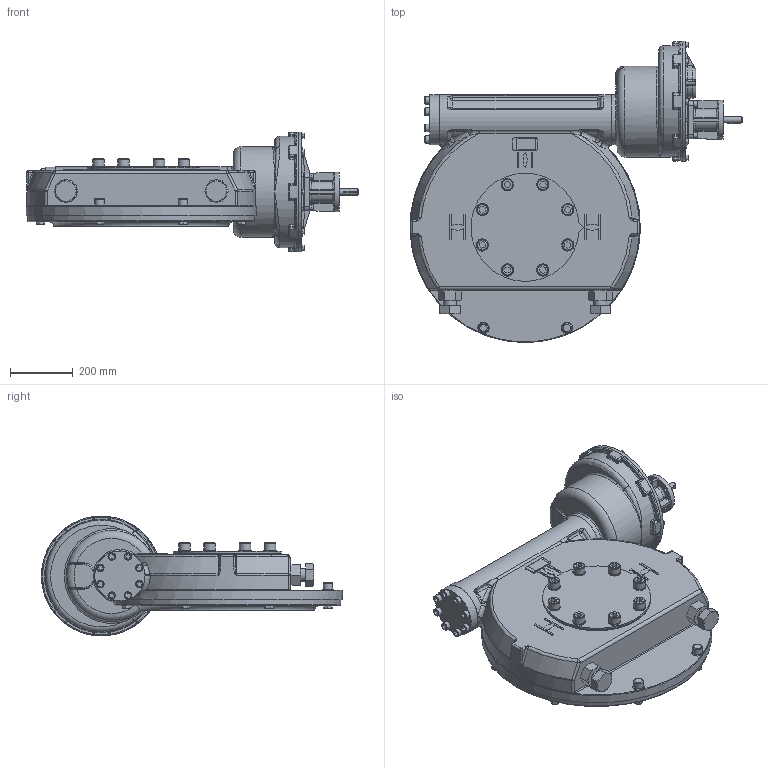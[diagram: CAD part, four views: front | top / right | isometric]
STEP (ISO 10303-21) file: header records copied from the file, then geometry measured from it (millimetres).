
FILE_DESCRIPTION(/* description */ ('Unknown'),/* implementation_level */ '2;1');
FILE_NAME(/* name */ 'PUB-IW10FBIR3-2-F10-F40',/* time_stamp */ '2016-07-07T11:15:08+01:00',/* author */ ('Unknown'),/* organization */ ('Unknown'),/* preprocessor_version */ 'ST-DEVELOPER v16',/* originating_system */ 'DEX',/* authorisation */ $);
FILE_SCHEMA (('AUTOMOTIVE_DESIGN {1 0 10303 214 3 1 1}'));
Products named in the file (1): PUB-IW10FBIR3-2-F10-F40
Bounding box: 1058.98 x 960.4 x 382 mm (x, y, z)
Surface area: 2317337.9 mm2 (no closed solid volume)
Topology: 0 solids, 84 shells, 1194 faces, 3126 edges, 1965 vertices
Faces by surface type: plane 511, cylinder 251, bspline 154, cone 124, torus 110, sphere 44
Full cylindrical faces by diameter (mm): 10.5 x4, 16 x8, 17 x8, 18 x4, 20 x1, 24 x8, 30 x2, 31.67 x8, 36.39 x8, 39 x8, 42 x2, 70.05 x1, 125 x1, 160 x2, 250 x1, 290 x1, 340 x1, 356 x1, 382 x2
Entity records: 54134 total; most frequent: CARTESIAN_POINT 26141, ORIENTED_EDGE 5324, DIRECTION 5297, EDGE_CURVE 2890, AXIS2_PLACEMENT_3D 2066, VERTEX_POINT 1907, EDGE_LOOP 1474, FACE_BOUND 1474
